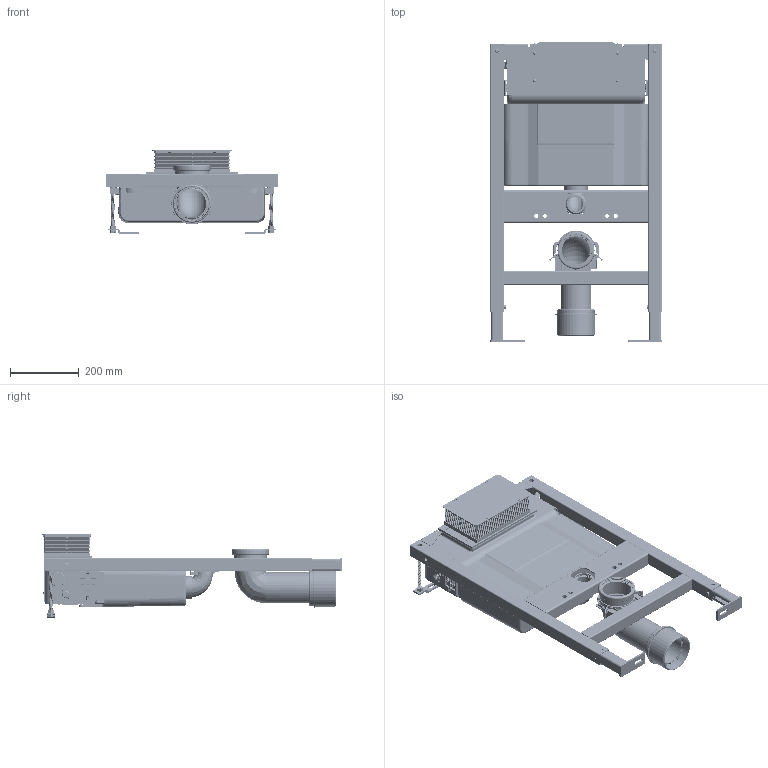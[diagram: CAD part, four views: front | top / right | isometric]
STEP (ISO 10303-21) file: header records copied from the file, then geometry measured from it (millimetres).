
FILE_DESCRIPTION((''),'2;1');
FILE_NAME('K210-A01-RAK1','2017-06-14T',('pub'),(''),'PRO/ENGINEER BY PARAMETRIC TECHNOLOGY CORPORATION, 2011180','PRO/ENGINEER BY PARAMETRIC TECHNOLOGY CORPORATION, 2011180','');
FILE_SCHEMA(('CONFIG_CONTROL_DESIGN'));
Products named in the file (1): K210-A01-RAK1
Bounding box: 500 x 869.45 x 243.5 mm (x, y, z)
Volume: 20768361 mm3; surface area: 2923988.7 mm2
Topology: 3 solids, 28 shells, 7871 faces, 20344 edges, 12601 vertices
Faces by surface type: cylinder 2695, plane 2622, bspline 1179, torus 822, sphere 294, cone 181, extrusion 78
Entity records: 346901 total; most frequent: CARTESIAN_POINT 165582, ORIENTED_EDGE 40658, DIRECTION 33959, EDGE_CURVE 20342, VERTEX_POINT 12601, AXIS2_PLACEMENT_3D 12155, VECTOR 9649, LINE 9571
